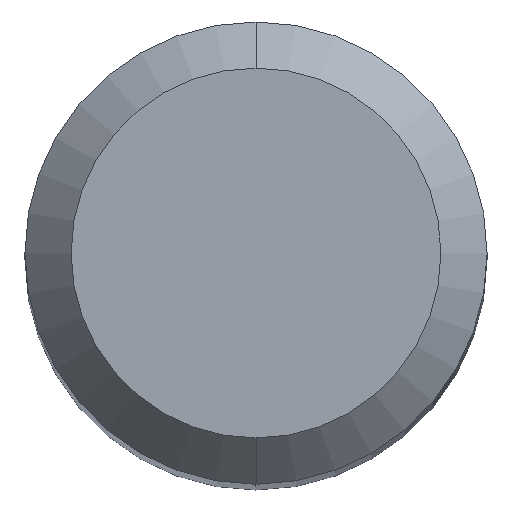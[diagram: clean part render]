
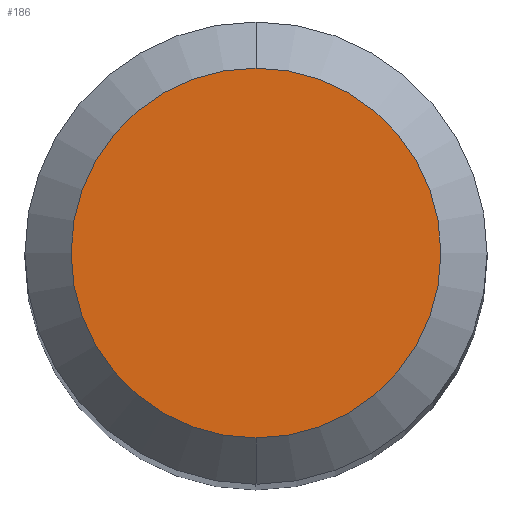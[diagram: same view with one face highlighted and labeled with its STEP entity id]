
A CAD part, top view. The second image highlights one B-rep face of the part: STEP entity #186.
In plain terms, the highlighted planar face has unit normal (0, 0, 1).
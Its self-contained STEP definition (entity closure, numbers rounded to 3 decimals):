
#102 = CARTESIAN_POINT ( 'NONE',  ( 0., 0., 38. ) ) ;
#121 = ORIENTED_EDGE ( 'NONE', *, *, #245, .F. ) ;
#127 = DIRECTION ( 'NONE',  ( 0., 0., -1. ) ) ;
#156 = FACE_OUTER_BOUND ( 'NONE', #649, .T. ) ;
#186 = ADVANCED_FACE ( 'NONE', ( #156 ), #636, .F. ) ;
#227 = AXIS2_PLACEMENT_3D ( 'NONE', #250, #671, #407 ) ;
#245 = EDGE_CURVE ( 'NONE', #347, #413, #511, .T. ) ;
#250 = CARTESIAN_POINT ( 'NONE',  ( 0., 0., 38. ) ) ;
#257 = AXIS2_PLACEMENT_3D ( 'NONE', #102, #312, #527 ) ;
#295 = CARTESIAN_POINT ( 'NONE',  ( 0., 1.6, 38. ) ) ;
#312 = DIRECTION ( 'NONE',  ( 0., 0., -1. ) ) ;
#347 = VERTEX_POINT ( 'NONE', #396 ) ;
#396 = CARTESIAN_POINT ( 'NONE',  ( 0., -1.6, 38. ) ) ;
#407 = DIRECTION ( 'NONE',  ( 0., 1., 0. ) ) ;
#413 = VERTEX_POINT ( 'NONE', #295 ) ;
#435 = CIRCLE ( 'NONE', #227, 1.6 ) ;
#440 = CARTESIAN_POINT ( 'NONE',  ( 0., 0., 38. ) ) ;
#445 = DIRECTION ( 'NONE',  ( 0., 1., 0. ) ) ;
#474 = EDGE_CURVE ( 'NONE', #413, #347, #435, .T. ) ;
#511 = CIRCLE ( 'NONE', #588, 1.6 ) ;
#527 = DIRECTION ( 'NONE',  ( 0., 1., 0. ) ) ;
#588 = AXIS2_PLACEMENT_3D ( 'NONE', #440, #127, #445 ) ;
#636 = PLANE ( 'NONE',  #257 ) ;
#638 = ORIENTED_EDGE ( 'NONE', *, *, #474, .F. ) ;
#649 = EDGE_LOOP ( 'NONE', ( #638, #121 ) ) ;
#671 = DIRECTION ( 'NONE',  ( 0., 0., -1. ) ) ;
